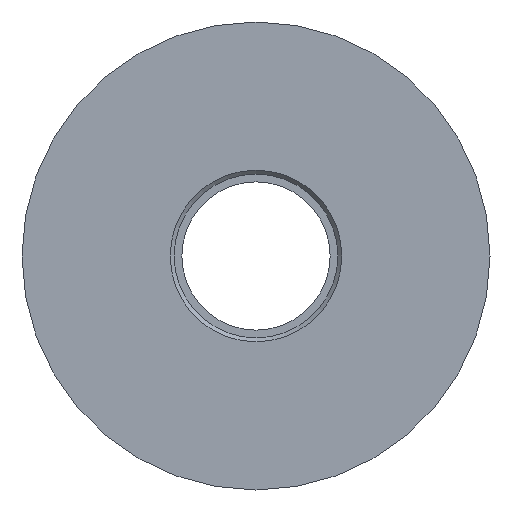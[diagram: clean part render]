
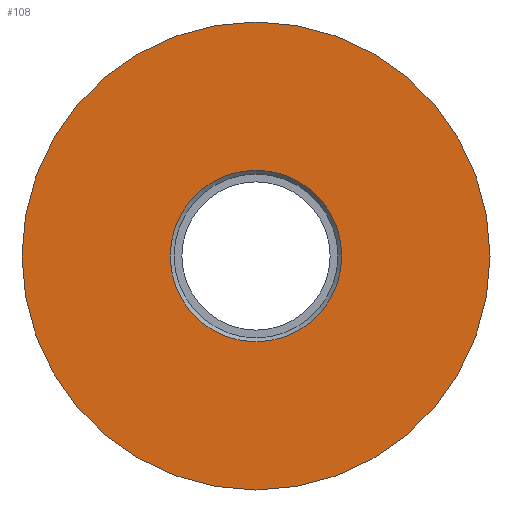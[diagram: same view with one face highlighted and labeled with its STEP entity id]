
A CAD part, left-side view. The second image highlights one B-rep face of the part: STEP entity #108.
In plain terms, the highlighted planar face has unit normal (-1, 0, 0).
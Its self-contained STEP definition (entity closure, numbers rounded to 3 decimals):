
#5 = DIRECTION ( 'NONE',  ( 0., 0., 1. ) ) ;
#10 = CARTESIAN_POINT ( 'NONE',  ( 0., 60., 0. ) ) ;
#22 = EDGE_CURVE ( 'NONE', #233, #233, #250, .T. ) ;
#56 = AXIS2_PLACEMENT_3D ( 'NONE', #128, #104, #5 ) ;
#88 = FACE_OUTER_BOUND ( 'NONE', #115, .T. ) ;
#93 = ORIENTED_EDGE ( 'NONE', *, *, #22, .F. ) ;
#104 = DIRECTION ( 'NONE',  ( -1., 0., 0. ) ) ;
#108 = ADVANCED_FACE ( 'NONE', ( #175, #88 ), #111, .F. ) ;
#111 = PLANE ( 'NONE',  #171 ) ;
#115 = EDGE_LOOP ( 'NONE', ( #234 ) ) ;
#128 = CARTESIAN_POINT ( 'NONE',  ( 0., 0., 0. ) ) ;
#149 = EDGE_LOOP ( 'NONE', ( #93 ) ) ;
#165 = EDGE_CURVE ( 'NONE', #291, #291, #225, .T. ) ;
#171 = AXIS2_PLACEMENT_3D ( 'NONE', #10, #269, #246 ) ;
#175 = FACE_BOUND ( 'NONE', #149, .T. ) ;
#213 = AXIS2_PLACEMENT_3D ( 'NONE', #249, #290, #245 ) ;
#225 = CIRCLE ( 'NONE', #213, 60. ) ;
#233 = VERTEX_POINT ( 'NONE', #272 ) ;
#234 = ORIENTED_EDGE ( 'NONE', *, *, #165, .T. ) ;
#245 = DIRECTION ( 'NONE',  ( 0., 0., 1. ) ) ;
#246 = DIRECTION ( 'NONE',  ( 0., 0., -1. ) ) ;
#249 = CARTESIAN_POINT ( 'NONE',  ( 0., 0., 0. ) ) ;
#250 = CIRCLE ( 'NONE', #56, 22. ) ;
#269 = DIRECTION ( 'NONE',  ( 1., 0., 0. ) ) ;
#272 = CARTESIAN_POINT ( 'NONE',  ( 0., 0., 22. ) ) ;
#290 = DIRECTION ( 'NONE',  ( -1., 0., 0. ) ) ;
#291 = VERTEX_POINT ( 'NONE', #293 ) ;
#293 = CARTESIAN_POINT ( 'NONE',  ( 0., 0., 60. ) ) ;
